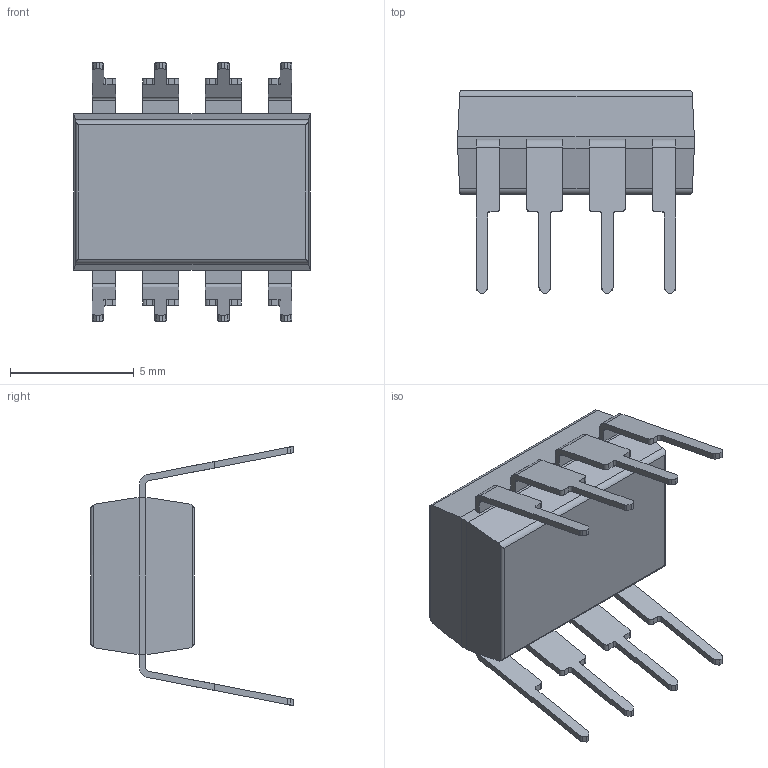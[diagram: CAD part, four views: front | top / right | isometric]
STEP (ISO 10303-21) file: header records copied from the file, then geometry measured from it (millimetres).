
FILE_DESCRIPTION(('STEP AP242'),'1');
FILE_NAME('lm741cn.stp','2020-10-21T17:45:53',('TraceParts'),('TraceParts S.A.'),'Spatial InterOp 3D',' ',' ');
FILE_SCHEMA(('AP242_MANAGED_MODEL_BASED_3D_ENGINEERING_MIM_LF {1 0 10303 442 1 1 4}'));
Length unit declared in the file: millimetre
Products named in the file (1): lm741cn
Bounding box: 9.59 x 8.2 x 10.5 mm (x, y, z)
Volume: 254.4 mm3; surface area: 356.6 mm2
Topology: 1 solids, 1 shells, 185 faces, 522 edges, 348 vertices
Faces by surface type: plane 115, cylinder 70
Entity records: 7576 total; most frequent: CARTESIAN_POINT 1164, ORIENTED_EDGE 1044, DIRECTION 1018, EDGE_CURVE 522, LINE 382, VECTOR 382, VERTEX_POINT 348, AXIS2_PLACEMENT_3D 318
